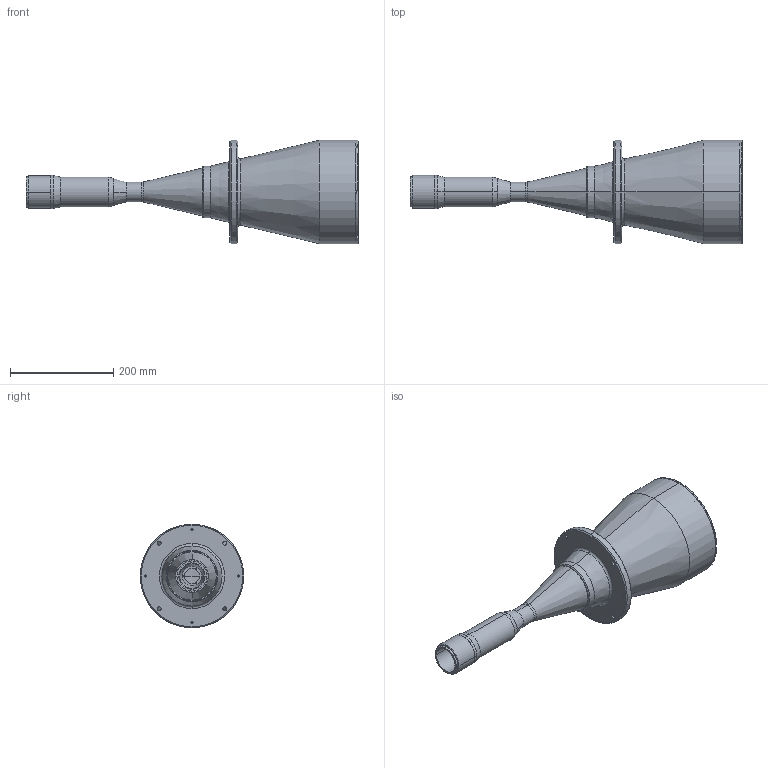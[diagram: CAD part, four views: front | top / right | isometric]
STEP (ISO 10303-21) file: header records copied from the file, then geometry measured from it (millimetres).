
FILE_DESCRIPTION (( 'STEP AP203' ), '1' );
FILE_NAME ('TC16M144-Q.STEP', '2014-06-27T15:48:08', ( 'user' ), ( '' ), 'SwSTEP 2.0', 'SolidWorks 2013', '' );
FILE_SCHEMA (( 'CONFIG_CONTROL_DESIGN' ));
Length unit declared in the file: millimetre
Products named in the file (1): TC16M144-Q
Bounding box: 641.82 x 200 x 200 mm (x, y, z)
Surface area: 324033.7 mm2 (no closed solid volume)
Topology: 0 solids, 10 shells, 146 faces, 385 edges, 255 vertices
Faces by surface type: cylinder 80, plane 33, cone 18, torus 13, sphere 2
Entity records: 4820 total; most frequent: DIRECTION 912, CARTESIAN_POINT 865, ORIENTED_EDGE 714, AXIS2_PLACEMENT_3D 386, EDGE_CURVE 385, VERTEX_POINT 255, CIRCLE 239, EDGE_LOOP 198
